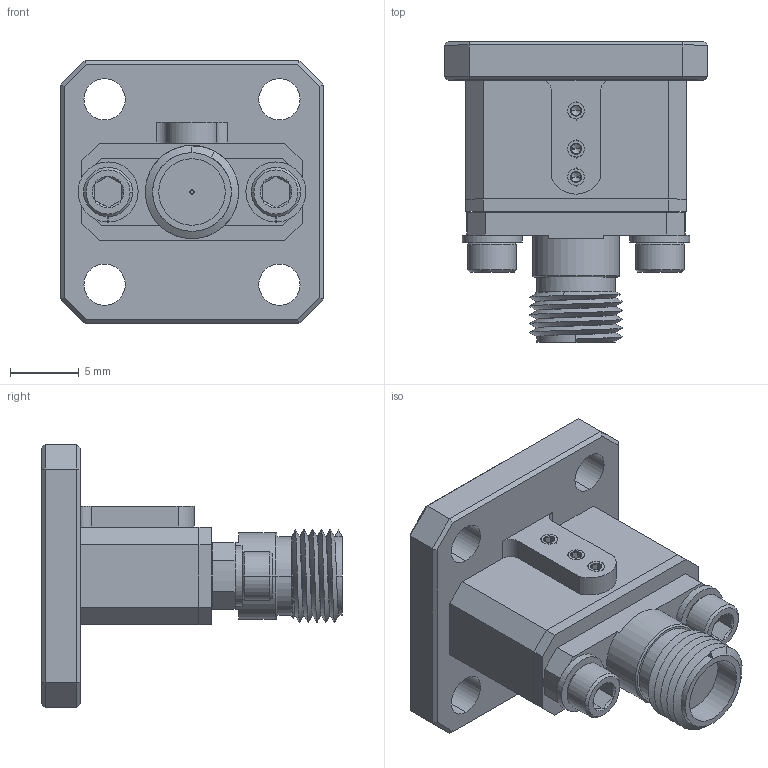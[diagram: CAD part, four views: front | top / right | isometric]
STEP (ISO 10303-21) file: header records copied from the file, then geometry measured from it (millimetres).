
FILE_DESCRIPTION (( 'STEP AP203' ), '1' );
FILE_NAME ('DMWC-28-161-U320, DF(female).STEP', '2019-10-17T17:02:32', ( '' ), ( '' ), 'SwSTEP 2.0', 'SolidWorks 2016', '' );
FILE_SCHEMA (( 'CONFIG_CONTROL_DESIGN' ));
Length unit declared in the file: millimetre
Products named in the file (1): DMWC-28-161-U320, DF(female)
Bounding box: 19.1 x 21.84 x 19.1 mm (x, y, z)
Volume: 2319.4 mm3; surface area: 2373.3 mm2
Topology: 10 solids, 10 shells, 311 faces, 699 edges, 406 vertices
Faces by surface type: plane 140, cylinder 84, cone 83, torus 2, bspline 2
Entity records: 9895 total; most frequent: CARTESIAN_POINT 3006, DIRECTION 1457, ORIENTED_EDGE 1350, EDGE_CURVE 675, AXIS2_PLACEMENT_3D 540, VERTEX_POINT 406, LINE 377, VECTOR 377
